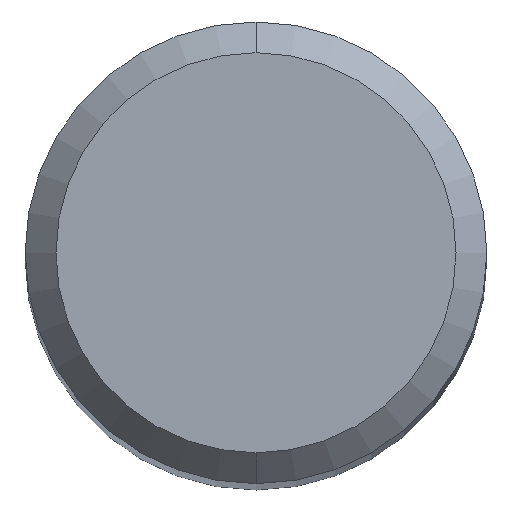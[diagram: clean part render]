
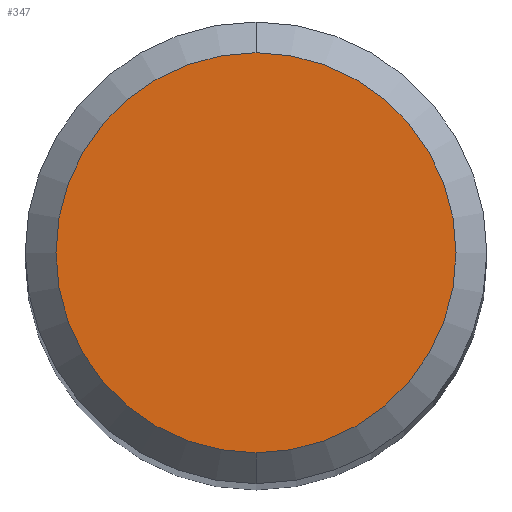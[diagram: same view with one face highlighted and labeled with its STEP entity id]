
A CAD part, top view. The second image highlights one B-rep face of the part: STEP entity #347.
In plain terms, the highlighted planar face has unit normal (0, 0, 1).
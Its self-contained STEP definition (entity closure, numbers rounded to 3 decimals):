
#317=EDGE_CURVE('',#443,#367,#651,.T.);
#347=ADVANCED_FACE('',(#683),#684,.T.);
#367=VERTEX_POINT('',#709);
#425=EDGE_CURVE('',#367,#443,#773,.T.);
#443=VERTEX_POINT('',#794);
#651=CIRCLE('',#1160,2.6);
#683=FACE_OUTER_BOUND('',#1226,.T.);
#684=PLANE('',#1227);
#709=CARTESIAN_POINT('',(0.,-2.6,0.0));
#773=CIRCLE('',#1373,2.6);
#794=CARTESIAN_POINT('',(0.0,2.6,0.0));
#1160=AXIS2_PLACEMENT_3D('',#1685,#1686,#1687);
#1226=EDGE_LOOP('',(#1720,#1721));
#1227=AXIS2_PLACEMENT_3D('',#1722,#1723,#1724);
#1373=AXIS2_PLACEMENT_3D('',#1819,#1820,#1821);
#1685=CARTESIAN_POINT('',(0.0,0.0,0.0));
#1686=DIRECTION('',(0.0,0.0,-1.0));
#1687=DIRECTION('',(0.0,1.0,0.0));
#1720=ORIENTED_EDGE('',*,*,#317,.F.);
#1721=ORIENTED_EDGE('',*,*,#425,.F.);
#1722=CARTESIAN_POINT('',(0.0,1.3,0.0));
#1723=DIRECTION('',(-0.0,0.0,1.0));
#1724=DIRECTION('',(0.0,-1.0,0.0));
#1819=CARTESIAN_POINT('',(0.0,0.0,0.0));
#1820=DIRECTION('',(0.0,0.0,-1.0));
#1821=DIRECTION('',(0.0,1.0,0.0));
